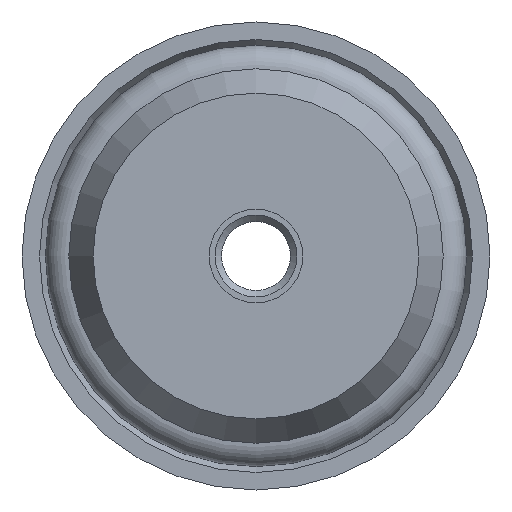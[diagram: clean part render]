
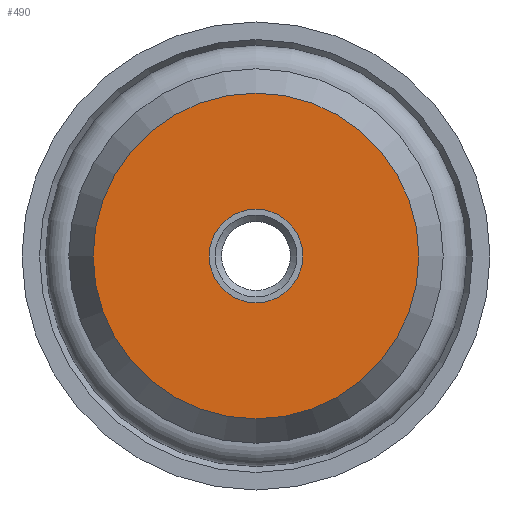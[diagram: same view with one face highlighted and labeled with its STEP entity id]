
A CAD part, front view. The second image highlights one B-rep face of the part: STEP entity #490.
In plain terms, the highlighted planar face has unit normal (0, -1, 0).
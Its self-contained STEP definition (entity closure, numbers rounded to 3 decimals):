
#490 = ADVANCED_FACE( 'NONE', ( #1050, #1051 ), #1052, .T. );
#1050 = FACE_OUTER_BOUND( '', #3338, .T. );
#1051 = FACE_BOUND( '', #3339, .T. );
#1052 = PLANE( '', #3340 );
#3338 = EDGE_LOOP( '', ( #4955 ) );
#3339 = EDGE_LOOP( '', ( #4956 ) );
#3340 = AXIS2_PLACEMENT_3D( '', #4957, #4958, #4959 );
#4955 = ORIENTED_EDGE( '', *, *, #5761, .T. );
#4956 = ORIENTED_EDGE( '', *, *, #5762, .F. );
#4957 = CARTESIAN_POINT( '', ( 0., 0., 0. ) );
#4958 = DIRECTION( '', ( 0., -1., 0. ) );
#4959 = DIRECTION( '', ( 0., 0., -1. ) );
#5761 = EDGE_CURVE( 'NONE', #6659, #6659, #6660, .T. );
#5762 = EDGE_CURVE( 'NONE', #6661, #6661, #6662, .T. );
#6659 = VERTEX_POINT( '', #9830 );
#6660 = CIRCLE( '', #9831, 6.961 );
#6661 = VERTEX_POINT( '', #9832 );
#6662 = CIRCLE( '', #9833, 2. );
#9830 = CARTESIAN_POINT( '', ( 0., 0., -6.961 ) );
#9831 = AXIS2_PLACEMENT_3D( '', #10258, #10259, #10260 );
#9832 = CARTESIAN_POINT( '', ( 0., 0., -2. ) );
#9833 = AXIS2_PLACEMENT_3D( '', #10261, #10262, #10263 );
#10258 = CARTESIAN_POINT( '', ( 0., 0., 0. ) );
#10259 = DIRECTION( '', ( 0., -1., 0. ) );
#10260 = DIRECTION( '', ( 0., 0., -1. ) );
#10261 = CARTESIAN_POINT( '', ( 0., 0., 0. ) );
#10262 = DIRECTION( '', ( 0., -1., 0. ) );
#10263 = DIRECTION( '', ( 0., 0., -1. ) );
